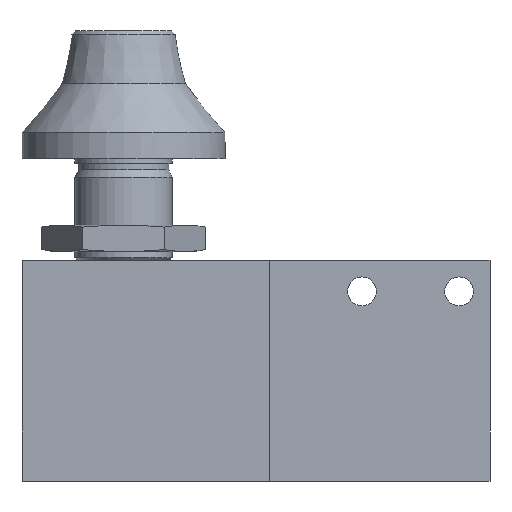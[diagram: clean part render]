
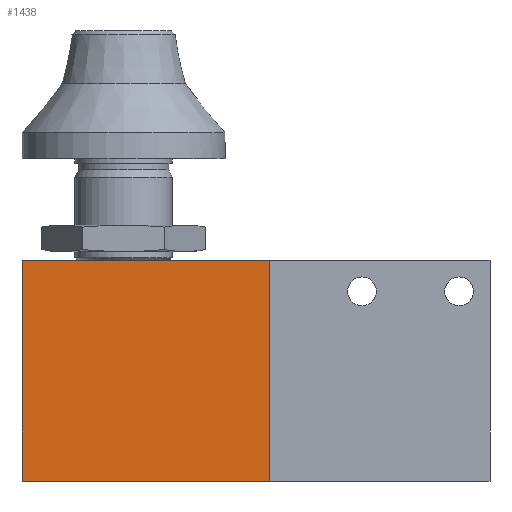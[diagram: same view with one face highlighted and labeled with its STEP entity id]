
A CAD part, left-side view. The second image highlights one B-rep face of the part: STEP entity #1438.
In plain terms, the highlighted planar face has unit normal (-1, 0, 0).
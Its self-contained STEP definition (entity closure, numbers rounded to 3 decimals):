
#250=ORIENTED_EDGE('',*,*,#608,.F.);
#251=ORIENTED_EDGE('',*,*,#616,.T.);
#252=ORIENTED_EDGE('',*,*,#601,.F.);
#253=ORIENTED_EDGE('',*,*,#613,.F.);
#601=EDGE_CURVE('',#783,#784,#896,.T.);
#608=EDGE_CURVE('',#790,#791,#902,.T.);
#613=EDGE_CURVE('',#791,#783,#904,.T.);
#616=EDGE_CURVE('',#790,#784,#907,.T.);
#783=VERTEX_POINT('',#2313);
#784=VERTEX_POINT('',#2314);
#790=VERTEX_POINT('',#2327);
#791=VERTEX_POINT('',#2329);
#896=LINE('',#2312,#978);
#902=LINE('',#2328,#984);
#904=LINE('',#2338,#986);
#907=LINE('',#2343,#989);
#978=VECTOR('',#1815,1000.);
#984=VECTOR('',#1825,1000.);
#986=VECTOR('',#1835,1000.);
#989=VECTOR('',#1842,1000.);
#1066=EDGE_LOOP('',(#250,#251,#252,#253));
#1224=FACE_BOUND('',#1066,.T.);
#1369=PLANE('',#1593);
#1438=ADVANCED_FACE('',(#1224),#1369,.F.);
#1593=AXIS2_PLACEMENT_3D('',#2342,#1840,#1841);
#1815=DIRECTION('',(0.,-1.,0.));
#1825=DIRECTION('',(0.,1.,0.));
#1835=DIRECTION('',(0.,0.,1.));
#1840=DIRECTION('',(1.,0.,0.));
#1841=DIRECTION('',(0.,0.,-1.));
#1842=DIRECTION('',(0.,0.,1.));
#2312=CARTESIAN_POINT('',(-12.5,53.,25.));
#2313=CARTESIAN_POINT('',(-12.5,53.,25.));
#2314=CARTESIAN_POINT('',(-12.5,-2.98,25.));
#2327=CARTESIAN_POINT('',(-12.5,-2.98,-25.));
#2328=CARTESIAN_POINT('',(-12.5,-53.,-25.));
#2329=CARTESIAN_POINT('',(-12.5,53.,-25.));
#2338=CARTESIAN_POINT('',(-12.5,53.,-25.));
#2342=CARTESIAN_POINT('',(-12.5,0.,0.));
#2343=CARTESIAN_POINT('',(-12.5,-2.98,0.));
